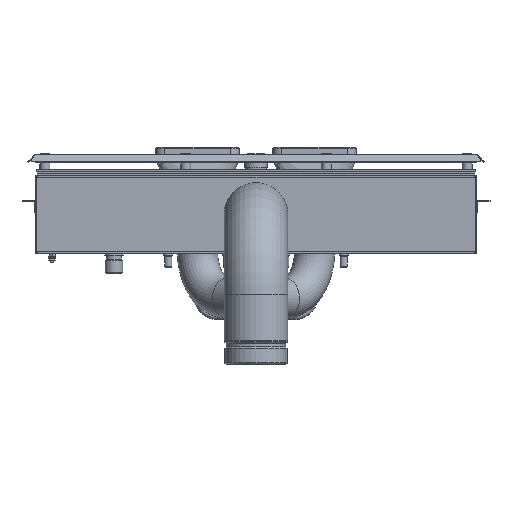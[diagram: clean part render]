
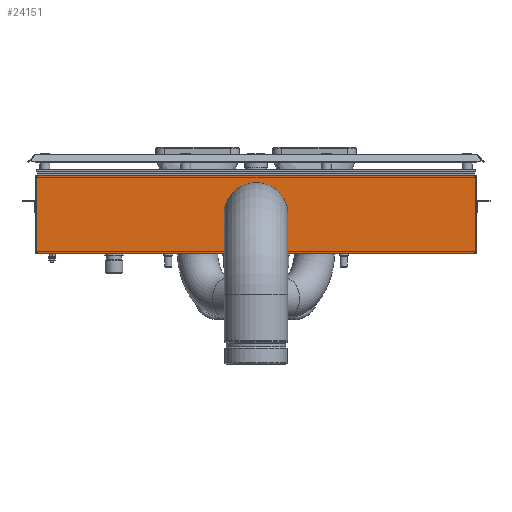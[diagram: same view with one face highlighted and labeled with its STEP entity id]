
A CAD part, front view. The second image highlights one B-rep face of the part: STEP entity #24151.
In plain terms, the highlighted planar face has unit normal (0, -1, 0).
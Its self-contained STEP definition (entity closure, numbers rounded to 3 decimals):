
#530 = DIRECTION ( 'NONE',  ( 0., 1., 0. ) ) ;
#1394 = VERTEX_POINT ( 'NONE', #32992 ) ;
#1655 = CARTESIAN_POINT ( 'NONE',  ( 0., -70., 47.05 ) ) ;
#2259 = DIRECTION ( 'NONE',  ( -1., 0., 0. ) ) ;
#2322 = ORIENTED_EDGE ( 'NONE', *, *, #38997, .F. ) ;
#7001 = CARTESIAN_POINT ( 'NONE',  ( 264., -70., 0. ) ) ;
#7354 = VECTOR ( 'NONE', #35601, 1000. ) ;
#7400 = FACE_OUTER_BOUND ( 'NONE', #14076, .T. ) ;
#7826 = VERTEX_POINT ( 'NONE', #17914 ) ;
#8299 = VERTEX_POINT ( 'NONE', #10980 ) ;
#9326 = AXIS2_PLACEMENT_3D ( 'NONE', #39001, #530, #14963 ) ;
#9570 = CARTESIAN_POINT ( 'NONE',  ( -264., -70., 94.1 ) ) ;
#10980 = CARTESIAN_POINT ( 'NONE',  ( -264., -70., 0. ) ) ;
#12181 = DIRECTION ( 'NONE',  ( 0., 0., 1. ) ) ;
#12493 = EDGE_CURVE ( 'NONE', #7826, #29087, #40930, .T. ) ;
#12751 = EDGE_LOOP ( 'NONE', ( #37577 ) ) ;
#13241 = DIRECTION ( 'NONE',  ( 1., 0., 0. ) ) ;
#14076 = EDGE_LOOP ( 'NONE', ( #2322, #33719, #35840, #15051 ) ) ;
#14963 = DIRECTION ( 'NONE',  ( 0., 0., 1. ) ) ;
#15051 = ORIENTED_EDGE ( 'NONE', *, *, #12493, .F. ) ;
#15766 = CARTESIAN_POINT ( 'NONE',  ( -264., -70., 0. ) ) ;
#17914 = CARTESIAN_POINT ( 'NONE',  ( -264., -70., 94.1 ) ) ;
#18570 = EDGE_CURVE ( 'NONE', #41285, #8299, #26988, .T. ) ;
#21870 = CARTESIAN_POINT ( 'NONE',  ( -264., -70., 0. ) ) ;
#23667 = EDGE_CURVE ( 'NONE', #29087, #41285, #30834, .T. ) ;
#24151 = ADVANCED_FACE ( 'NONE', ( #38764, #7400 ), #31906, .F. ) ;
#24834 = LINE ( 'NONE', #21870, #7354 ) ;
#25071 = VECTOR ( 'NONE', #13241, 1000. ) ;
#25237 = CARTESIAN_POINT ( 'NONE',  ( 264., -70., 94.1 ) ) ;
#25474 = CARTESIAN_POINT ( 'NONE',  ( 264., -70., 0. ) ) ;
#26988 = LINE ( 'NONE', #15766, #29370 ) ;
#28374 = VECTOR ( 'NONE', #42022, 1000. ) ;
#29087 = VERTEX_POINT ( 'NONE', #25237 ) ;
#29370 = VECTOR ( 'NONE', #2259, 1000. ) ;
#30834 = LINE ( 'NONE', #7001, #28374 ) ;
#31502 = EDGE_CURVE ( 'NONE', #1394, #1394, #33827, .T. ) ;
#31906 = PLANE ( 'NONE',  #9326 ) ;
#32992 = CARTESIAN_POINT ( 'NONE',  ( 0., -70., 85.1 ) ) ;
#33719 = ORIENTED_EDGE ( 'NONE', *, *, #18570, .F. ) ;
#33827 = CIRCLE ( 'NONE', #38938, 38.05 ) ;
#35601 = DIRECTION ( 'NONE',  ( 0., 0., 1. ) ) ;
#35840 = ORIENTED_EDGE ( 'NONE', *, *, #23667, .F. ) ;
#37577 = ORIENTED_EDGE ( 'NONE', *, *, #31502, .T. ) ;
#38764 = FACE_BOUND ( 'NONE', #12751, .T. ) ;
#38938 = AXIS2_PLACEMENT_3D ( 'NONE', #1655, #39655, #12181 ) ;
#38997 = EDGE_CURVE ( 'NONE', #8299, #7826, #24834, .T. ) ;
#39001 = CARTESIAN_POINT ( 'NONE',  ( 0., -70., 94.1 ) ) ;
#39655 = DIRECTION ( 'NONE',  ( 0., 1., 0. ) ) ;
#40930 = LINE ( 'NONE', #9570, #25071 ) ;
#41285 = VERTEX_POINT ( 'NONE', #25474 ) ;
#42022 = DIRECTION ( 'NONE',  ( 0., 0., -1. ) ) ;
